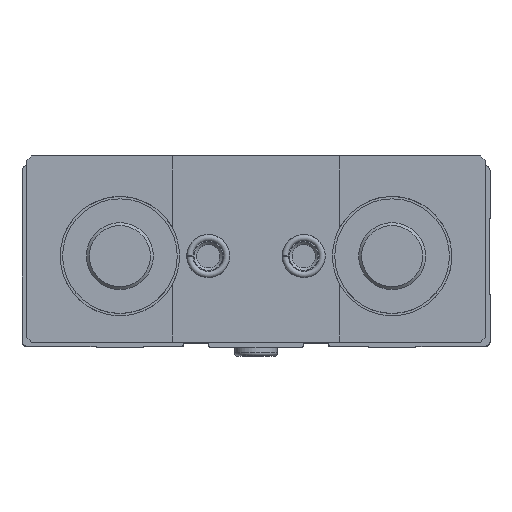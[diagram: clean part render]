
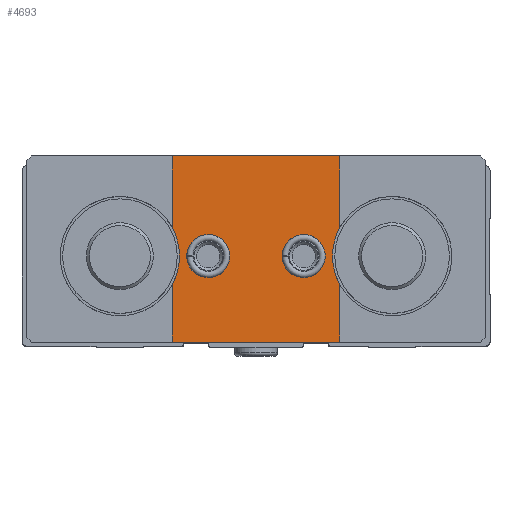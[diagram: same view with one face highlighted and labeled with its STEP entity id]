
A CAD part, top view. The second image highlights one B-rep face of the part: STEP entity #4693.
In plain terms, the highlighted planar face has unit normal (0, 0, 1).
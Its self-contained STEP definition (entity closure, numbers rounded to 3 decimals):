
#158=PLANE('',#5221);
#483=CIRCLE('',#5222,4.5);
#484=CIRCLE('',#5223,4.5);
#485=CIRCLE('',#5224,12.5);
#486=CIRCLE('',#5225,12.5);
#1383=ORIENTED_EDGE('',*,*,#2229,.F.);
#1384=ORIENTED_EDGE('',*,*,#2230,.F.);
#1385=ORIENTED_EDGE('',*,*,#2150,.T.);
#1386=ORIENTED_EDGE('',*,*,#2231,.T.);
#1387=ORIENTED_EDGE('',*,*,#2152,.T.);
#1388=ORIENTED_EDGE('',*,*,#2210,.T.);
#1389=ORIENTED_EDGE('',*,*,#2158,.T.);
#1390=ORIENTED_EDGE('',*,*,#2232,.T.);
#1391=ORIENTED_EDGE('',*,*,#2160,.T.);
#1392=ORIENTED_EDGE('',*,*,#2202,.T.);
#2150=EDGE_CURVE('',#2679,#2678,#3062,.T.);
#2152=EDGE_CURVE('',#2680,#2681,#3064,.T.);
#2158=EDGE_CURVE('',#2687,#2686,#3070,.T.);
#2160=EDGE_CURVE('',#2688,#2689,#3072,.T.);
#2202=EDGE_CURVE('',#2689,#2679,#3106,.T.);
#2210=EDGE_CURVE('',#2681,#2687,#3114,.T.);
#2229=EDGE_CURVE('',#2725,#2725,#483,.T.);
#2230=EDGE_CURVE('',#2726,#2726,#484,.T.);
#2231=EDGE_CURVE('',#2678,#2680,#485,.F.);
#2232=EDGE_CURVE('',#2686,#2688,#486,.F.);
#2678=VERTEX_POINT('',#7741);
#2679=VERTEX_POINT('',#7743);
#2680=VERTEX_POINT('',#7747);
#2681=VERTEX_POINT('',#7748);
#2686=VERTEX_POINT('',#7759);
#2687=VERTEX_POINT('',#7761);
#2688=VERTEX_POINT('',#7765);
#2689=VERTEX_POINT('',#7766);
#2725=VERTEX_POINT('',#7888);
#2726=VERTEX_POINT('',#7890);
#3062=LINE('',#7742,#3385);
#3064=LINE('',#7746,#3387);
#3070=LINE('',#7760,#3393);
#3072=LINE('',#7764,#3395);
#3106=LINE('',#7843,#3429);
#3114=LINE('',#7857,#3437);
#3385=VECTOR('',#6275,1000.);
#3387=VECTOR('',#6279,1000.);
#3393=VECTOR('',#6287,1000.);
#3395=VECTOR('',#6291,1000.);
#3429=VECTOR('',#6361,1000.);
#3437=VECTOR('',#6373,1000.);
#3740=EDGE_LOOP('',(#1383));
#3741=EDGE_LOOP('',(#1384));
#3742=EDGE_LOOP('',(#1385,#1386,#1387,#1388,#1389,#1390,#1391,#1392));
#4212=FACE_BOUND('',#3740,.T.);
#4213=FACE_BOUND('',#3741,.T.);
#4214=FACE_BOUND('',#3742,.T.);
#4693=ADVANCED_FACE('',(#4212,#4213,#4214),#158,.T.);
#5221=AXIS2_PLACEMENT_3D('',#7886,#6405,#6406);
#5222=AXIS2_PLACEMENT_3D('',#7887,#6407,#6408);
#5223=AXIS2_PLACEMENT_3D('',#7889,#6409,#6410);
#5224=AXIS2_PLACEMENT_3D('',#7891,#6411,#6412);
#5225=AXIS2_PLACEMENT_3D('',#7892,#6413,#6414);
#6275=DIRECTION('',(0.,-1.,0.));
#6279=DIRECTION('',(0.,-1.,0.));
#6287=DIRECTION('',(0.,1.,0.));
#6291=DIRECTION('',(0.,1.,0.));
#6361=DIRECTION('',(-1.,0.,0.));
#6373=DIRECTION('',(1.,0.,0.));
#6405=DIRECTION('',(0.,0.,1.));
#6406=DIRECTION('',(1.,0.,0.));
#6407=DIRECTION('',(0.,0.,1.));
#6408=DIRECTION('',(1.,0.,0.));
#6409=DIRECTION('',(0.,0.,1.));
#6410=DIRECTION('',(1.,0.,0.));
#6411=DIRECTION('',(0.,0.,1.));
#6412=DIRECTION('',(1.,0.,0.));
#6413=DIRECTION('',(0.,0.,1.));
#6414=DIRECTION('',(1.,0.,0.));
#7741=CARTESIAN_POINT('',(-17.5,5.937,30.));
#7742=CARTESIAN_POINT('',(-17.5,0.,30.));
#7743=CARTESIAN_POINT('',(-17.5,21.,30.));
#7746=CARTESIAN_POINT('',(-17.5,0.,30.));
#7747=CARTESIAN_POINT('',(-17.5,-5.937,30.));
#7748=CARTESIAN_POINT('',(-17.5,-18.,30.));
#7759=CARTESIAN_POINT('',(17.5,-5.937,30.));
#7760=CARTESIAN_POINT('',(17.5,0.,30.));
#7761=CARTESIAN_POINT('',(17.5,-18.,30.));
#7764=CARTESIAN_POINT('',(17.5,0.,30.));
#7765=CARTESIAN_POINT('',(17.5,5.937,30.));
#7766=CARTESIAN_POINT('',(17.5,21.,30.));
#7843=CARTESIAN_POINT('',(48.,21.,30.));
#7857=CARTESIAN_POINT('',(-48.,-18.,30.));
#7886=CARTESIAN_POINT('',(0.,0.,30.));
#7887=CARTESIAN_POINT('',(-10.,0.,30.));
#7888=CARTESIAN_POINT('',(-5.5,0.,30.));
#7889=CARTESIAN_POINT('',(10.,0.,30.));
#7890=CARTESIAN_POINT('',(14.5,0.,30.));
#7891=CARTESIAN_POINT('',(-28.5,0.,30.));
#7892=CARTESIAN_POINT('',(28.5,0.,30.));
